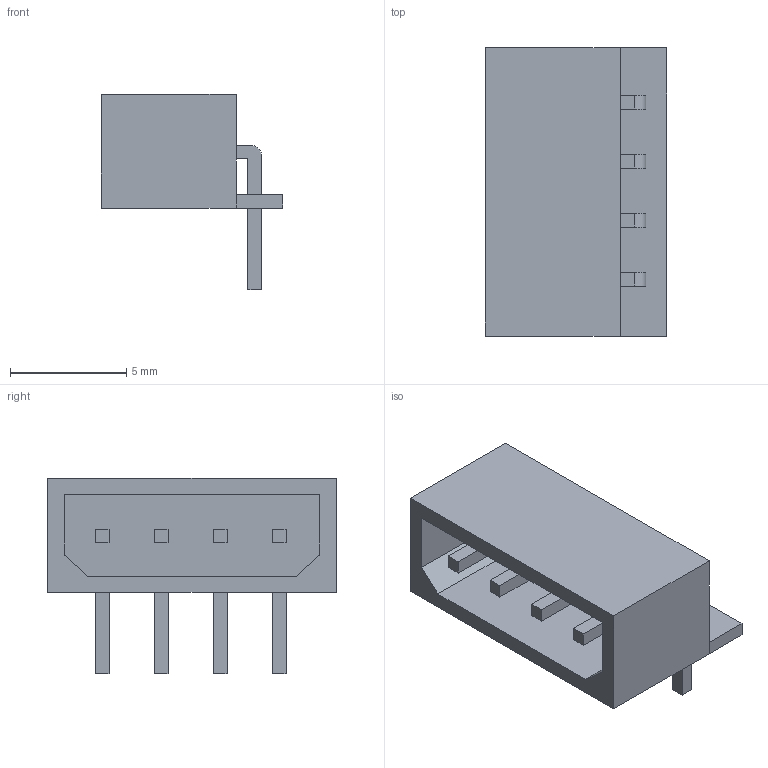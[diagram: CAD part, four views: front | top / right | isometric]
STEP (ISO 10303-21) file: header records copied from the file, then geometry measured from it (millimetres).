
FILE_DESCRIPTION(('FreeCAD Model'),'2;1');
FILE_NAME('MOLEX-5268-04.step','2020-10-23T22:43:13',('Author'),( ''),'Open CASCADE STEP processor 7.3','FreeCAD','Unknown');
FILE_SCHEMA(('AUTOMOTIVE_DESIGN { 1 0 10303 214 1 1 1 1 }'));
Length unit declared in the file: millimetre
Products named in the file (2): MOLEX-5268-04; Array002
Bounding box: 7.8 x 12.4 x 8.4 mm (x, y, z)
Volume: 187.6 mm3; surface area: 655 mm2
Topology: 5 solids, 5 shells, 66 faces, 158 edges, 104 vertices
Faces by surface type: plane 61, cylinder 5
Entity records: 3994 total; most frequent: CARTESIAN_POINT 649, DIRECTION 614, LINE 450, VECTOR 450, ORIENTED_EDGE 316, PCURVE 316, DEFINITIONAL_REPRESENTATION 316, EDGE_CURVE 158
